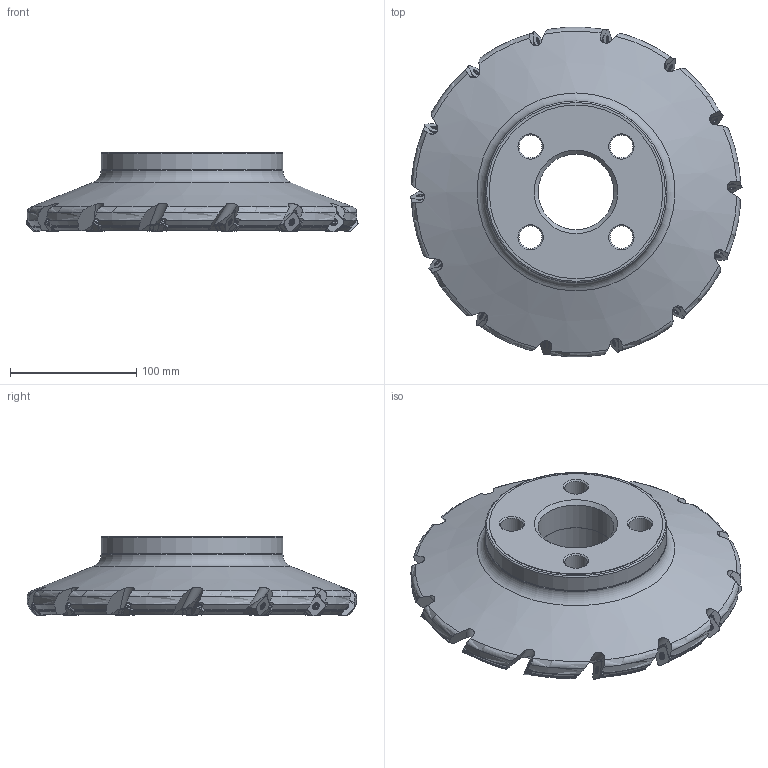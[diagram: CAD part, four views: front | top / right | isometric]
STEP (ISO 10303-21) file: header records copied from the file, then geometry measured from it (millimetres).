
FILE_DESCRIPTION(/* description */ (''),/* implementation_level */ '2;1');
FILE_NAME(/* name */ 'toolassembly_1.stp',/* time_stamp */ '2019-05-02T16:40:11+02:00',/* author */ (''),/* organization */ ('SMS'),/* preprocessor_version */ 'ST-DEVELOPER v15',/* originating_system */ 'SIEMENS PLM Software NX 8.5',/* authorisation */ '');
FILE_SCHEMA (('AUTOMOTIVE_DESIGN { 1 0 10303 214 3 1 1 1 }'));
Products named in the file (4): CUT_20190502163925; NOCUT_20190502163816; ASSEMBLY_CONSTRUCTION; TOOLASSEMBLY_1
Assembly tree (16 placements, depth 2):
  TOOLASSEMBLY_1
    ASSEMBLY_CONSTRUCTION
    NOCUT_20190502163816
    CUT_20190502163925  x14
Bounding box: 262.73 x 260.83 x 63.01 mm (x, y, z)
Volume: 1347217.3 mm3; surface area: 153509.6 mm2
Topology: 15 solids, 15 shells, 2014 faces, 6117 edges, 4226 vertices
Faces by surface type: plane 764, extrusion 518, cylinder 237, cone 236, torus 203, sphere 56
Full cylindrical faces by diameter (mm): 3.5 x14, 4.1 x14, 5.25 x14, 18 x4, 27 x4, 60.015 x1, 60.3 x1, 137.5 x1, 143.5 x1, 144 x1
Entity records: 60864 total; most frequent: CARTESIAN_POINT 24208, ORIENTED_EDGE 7956, DIRECTION 7041, EDGE_CURVE 3978, AXIS2_PLACEMENT_3D 2814, VERTEX_POINT 2672, EDGE_LOOP 1650, ADVANCED_FACE 1481
